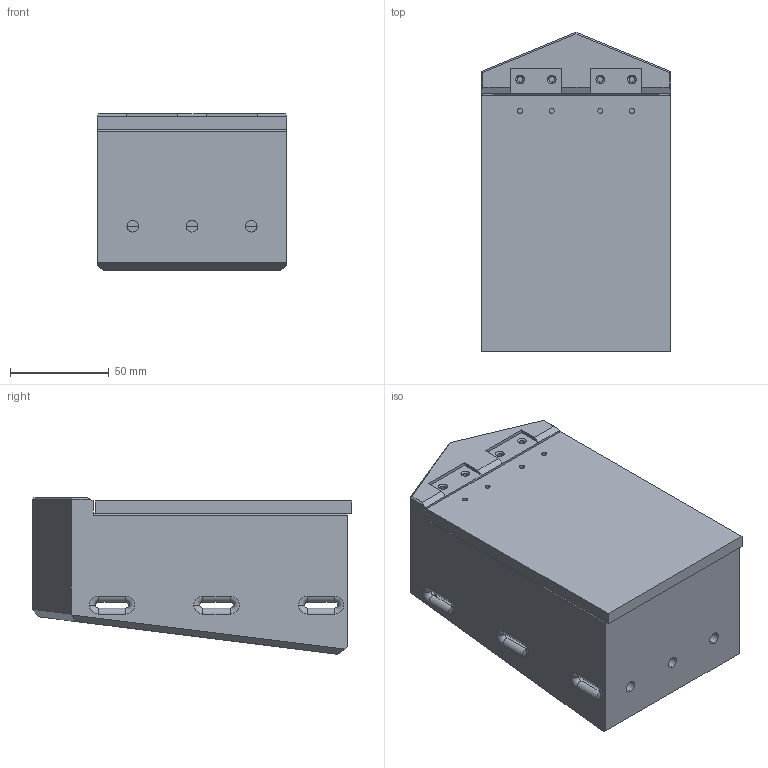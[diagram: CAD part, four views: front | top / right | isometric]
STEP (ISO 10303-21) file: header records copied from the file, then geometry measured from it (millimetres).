
FILE_DESCRIPTION (( 'STEP AP214' ), '1' );
FILE_NAME ('binobarn-v1b.STEP', '2022-10-28T20:37:48', ( '' ), ( '' ), 'SwSTEP 2.0', 'SolidWorks 2018', '' );
FILE_SCHEMA (( 'AUTOMOTIVE_DESIGN' ));
Length unit declared in the file: millimetre
Products named in the file (1): binobarn-v1b
Bounding box: 96 x 162 x 79.38 mm (x, y, z)
Volume: 446888.2 mm3; surface area: 134075.8 mm2
Topology: 3 solids, 3 shells, 158 faces, 420 edges, 266 vertices
Faces by surface type: cylinder 66, plane 65, torus 15, cone 12
Entity records: 5133 total; most frequent: CARTESIAN_POINT 985, DIRECTION 877, ORIENTED_EDGE 840, EDGE_CURVE 420, AXIS2_PLACEMENT_3D 320, VERTEX_POINT 266, VECTOR 237, LINE 237
